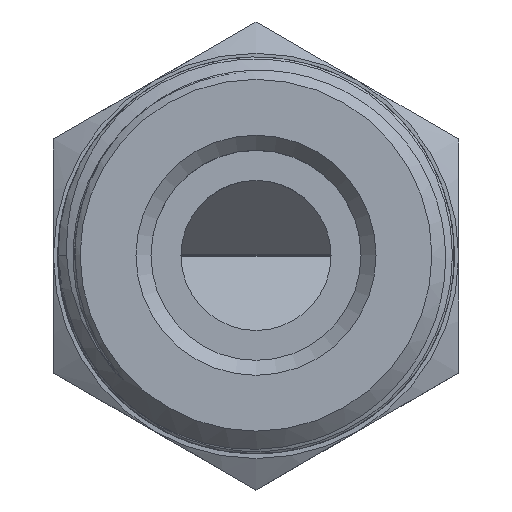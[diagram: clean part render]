
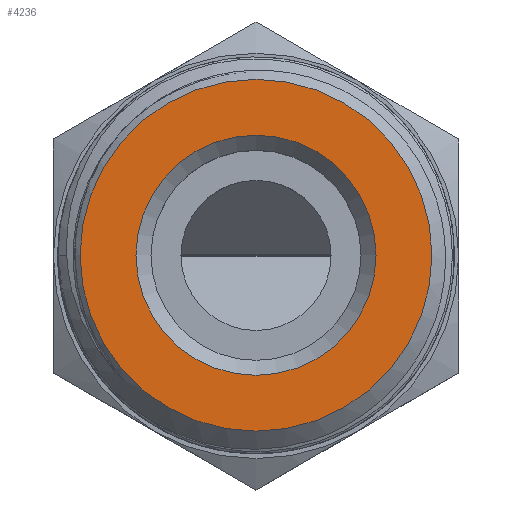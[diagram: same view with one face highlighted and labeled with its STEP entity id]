
A CAD part, top view. The second image highlights one B-rep face of the part: STEP entity #4236.
In plain terms, the highlighted planar face has unit normal (0, 0, 1).
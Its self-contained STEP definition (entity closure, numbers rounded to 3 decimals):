
#232 = ORIENTED_EDGE ( 'NONE', *, *, #4394, .F. ) ;
#1074 = CARTESIAN_POINT ( 'NONE',  ( 0., 0., 0. ) ) ;
#1075 = DIRECTION ( 'NONE',  ( 0., 0., -1. ) ) ;
#1076 = DIRECTION ( 'NONE',  ( -1., 0., 0. ) ) ;
#1078 = CARTESIAN_POINT ( 'NONE',  ( 0., 0., 0. ) ) ;
#1079 = DIRECTION ( 'NONE',  ( 0., 0., -1. ) ) ;
#1080 = DIRECTION ( 'NONE',  ( -1., 0., 0. ) ) ;
#2361 = ORIENTED_EDGE ( 'NONE', *, *, #4393, .T. ) ;
#2877 = AXIS2_PLACEMENT_3D ( 'NONE', #11125, #11131, #11132 ) ;
#3817 = FACE_BOUND ( 'NONE', #4949, .T. ) ;
#3819 = FACE_OUTER_BOUND ( 'NONE', #4950, .T. ) ;
#3889 = AXIS2_PLACEMENT_3D ( 'NONE', #1074, #1075, #1076 ) ;
#3890 = AXIS2_PLACEMENT_3D ( 'NONE', #1078, #1079, #1080 ) ;
#4236 = ADVANCED_FACE ( 'NONE', ( #3817, #3819 ), #11129, .F. ) ;
#4393 = EDGE_CURVE ( 'NONE', #10198, #10198, #5188, .T. ) ;
#4394 = EDGE_CURVE ( 'NONE', #10199, #10199, #5189, .T. ) ;
#4949 = EDGE_LOOP ( 'NONE', ( #2361 ) ) ;
#4950 = EDGE_LOOP ( 'NONE', ( #232 ) ) ;
#5188 = CIRCLE ( 'NONE', #3889, 8. ) ;
#5189 = CIRCLE ( 'NONE', #3890, 11.72 ) ;
#10198 = VERTEX_POINT ( 'NONE', #10878 ) ;
#10199 = VERTEX_POINT ( 'NONE', #10879 ) ;
#10878 = CARTESIAN_POINT ( 'NONE',  ( -8., 0., 0. ) ) ;
#10879 = CARTESIAN_POINT ( 'NONE',  ( -11.72, 0., 0. ) ) ;
#11125 = CARTESIAN_POINT ( 'NONE',  ( 0., 4.5, 0. ) ) ;
#11129 = PLANE ( 'NONE',  #2877 ) ;
#11131 = DIRECTION ( 'NONE',  ( 0., 0., -1. ) ) ;
#11132 = DIRECTION ( 'NONE',  ( -1., 0., 0. ) ) ;
